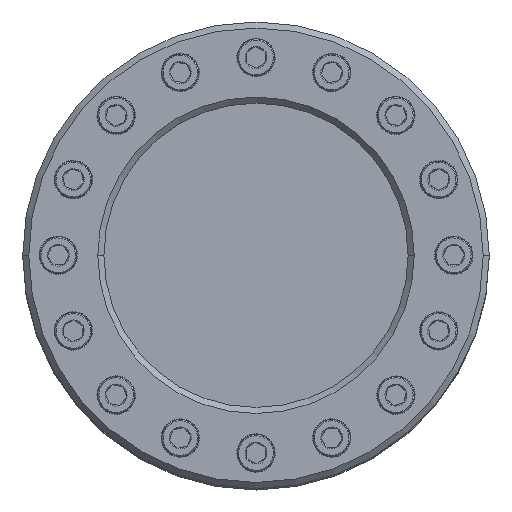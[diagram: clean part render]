
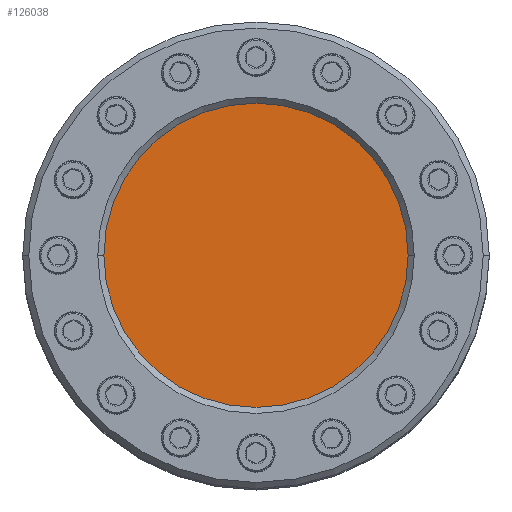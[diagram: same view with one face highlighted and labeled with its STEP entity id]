
A CAD part, top view. The second image highlights one B-rep face of the part: STEP entity #126038.
In plain terms, the highlighted planar face has unit normal (0, 0, 1).
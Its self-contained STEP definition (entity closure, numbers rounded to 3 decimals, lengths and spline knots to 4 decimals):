
#5351 = VERTEX_POINT ( 'NONE', #31534 ) ;
#17855 = CARTESIAN_POINT ( 'NONE',  ( 0., 0., 0.267 ) ) ;
#30635 = DIRECTION ( 'NONE',  ( 0., -1., 0. ) ) ;
#31534 = CARTESIAN_POINT ( 'NONE',  ( 0.75, 0., 0.267 ) ) ;
#41010 = AXIS2_PLACEMENT_3D ( 'NONE', #123623, #43102, #30635 ) ;
#43102 = DIRECTION ( 'NONE',  ( 0., 0., 1. ) ) ;
#46312 = EDGE_CURVE ( 'NONE', #5351, #118482, #133826, .T. ) ;
#54365 = ORIENTED_EDGE ( 'NONE', *, *, #46312, .F. ) ;
#56205 = CARTESIAN_POINT ( 'NONE',  ( 0., 0., 0.267 ) ) ;
#57968 = CARTESIAN_POINT ( 'NONE',  ( -0.75, 0., 0.267 ) ) ;
#58777 = CIRCLE ( 'NONE', #114150, 0.75 ) ;
#60196 = DIRECTION ( 'NONE',  ( 0., 0., -1. ) ) ;
#66601 = DIRECTION ( 'NONE',  ( 0., 0., -1. ) ) ;
#67048 = EDGE_LOOP ( 'NONE', ( #91842, #54365 ) ) ;
#81325 = PLANE ( 'NONE',  #41010 ) ;
#91721 = EDGE_CURVE ( 'NONE', #118482, #5351, #58777, .T. ) ;
#91733 = FACE_OUTER_BOUND ( 'NONE', #67048, .T. ) ;
#91842 = ORIENTED_EDGE ( 'NONE', *, *, #91721, .F. ) ;
#96168 = AXIS2_PLACEMENT_3D ( 'NONE', #17855, #60196, #102495 ) ;
#102495 = DIRECTION ( 'NONE',  ( 0., -1., 0. ) ) ;
#108890 = DIRECTION ( 'NONE',  ( 0., -1., 0. ) ) ;
#114150 = AXIS2_PLACEMENT_3D ( 'NONE', #56205, #66601, #108890 ) ;
#118482 = VERTEX_POINT ( 'NONE', #57968 ) ;
#123623 = CARTESIAN_POINT ( 'NONE',  ( 0., 0., 0.267 ) ) ;
#126038 = ADVANCED_FACE ( 'NONE', ( #91733 ), #81325, .T. ) ;
#133826 = CIRCLE ( 'NONE', #96168, 0.75 ) ;
